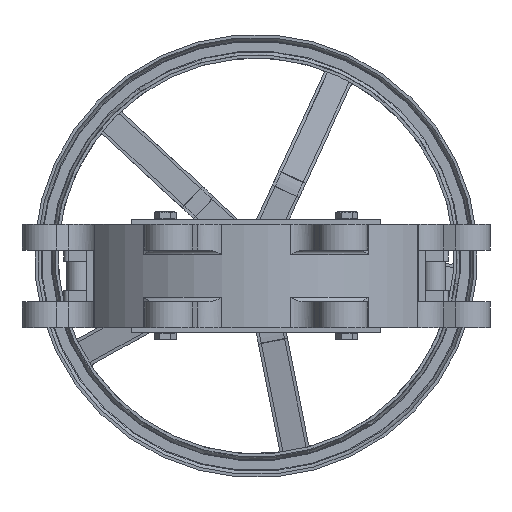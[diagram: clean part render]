
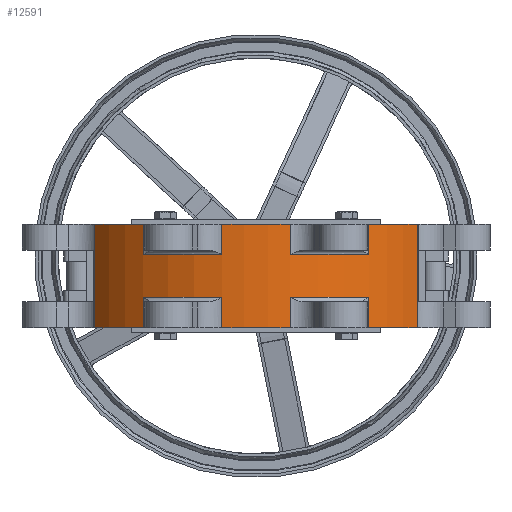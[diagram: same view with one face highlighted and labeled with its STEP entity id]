
A CAD part, front view. The second image highlights one B-rep face of the part: STEP entity #12591.
In plain terms, the highlighted cylindrical face has radius 133 mm (diameter 266 mm), a partial arc.
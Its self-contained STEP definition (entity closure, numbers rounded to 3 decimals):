
#304=CYLINDRICAL_SURFACE('',#13711,133.);
#541=CIRCLE('',#13267,133.);
#545=CIRCLE('',#13271,133.);
#549=CIRCLE('',#13275,133.);
#567=CIRCLE('',#13298,133.);
#571=CIRCLE('',#13302,133.);
#575=CIRCLE('',#13306,133.);
#634=CIRCLE('',#13384,133.);
#642=CIRCLE('',#13394,133.);
#650=CIRCLE('',#13404,133.);
#658=CIRCLE('',#13414,133.);
#1513=FACE_OUTER_BOUND('',#2257,.T.);
#2257=EDGE_LOOP('',(#9103,#9104,#9105,#9106,#9107,#9108,#9109,#9110,#9111,
#9112,#9113,#9114,#9115,#9116,#9117,#9118,#9119,#9120,#9121,#9122));
#3208=LINE('',#20407,#4131);
#3212=LINE('',#20414,#4135);
#3213=LINE('',#20415,#4136);
#3214=LINE('',#20416,#4137);
#3215=LINE('',#20417,#4138);
#3216=LINE('',#20418,#4139);
#3217=LINE('',#20419,#4140);
#3218=LINE('',#20420,#4141);
#3219=LINE('',#20421,#4142);
#3220=LINE('',#20422,#4143);
#4131=VECTOR('',#16010,10.);
#4135=VECTOR('',#16018,10.);
#4136=VECTOR('',#16019,10.);
#4137=VECTOR('',#16020,10.);
#4138=VECTOR('',#16021,10.);
#4139=VECTOR('',#16022,10.);
#4140=VECTOR('',#16023,10.);
#4141=VECTOR('',#16024,10.);
#4142=VECTOR('',#16025,10.);
#4143=VECTOR('',#16026,10.);
#4958=VERTEX_POINT('',#18955);
#4959=VERTEX_POINT('',#18957);
#4964=VERTEX_POINT('',#18967);
#4965=VERTEX_POINT('',#18969);
#4970=VERTEX_POINT('',#18979);
#4971=VERTEX_POINT('',#18981);
#4991=VERTEX_POINT('',#19030);
#4992=VERTEX_POINT('',#19032);
#4997=VERTEX_POINT('',#19042);
#4998=VERTEX_POINT('',#19044);
#5003=VERTEX_POINT('',#19054);
#5004=VERTEX_POINT('',#19056);
#5086=VERTEX_POINT('',#19255);
#5090=VERTEX_POINT('',#19271);
#5096=VERTEX_POINT('',#19297);
#5100=VERTEX_POINT('',#19313);
#5106=VERTEX_POINT('',#19339);
#5110=VERTEX_POINT('',#19355);
#5116=VERTEX_POINT('',#19381);
#5120=VERTEX_POINT('',#19397);
#6178=EDGE_CURVE('',#4958,#4959,#541,.T.);
#6184=EDGE_CURVE('',#4964,#4965,#545,.T.);
#6190=EDGE_CURVE('',#4970,#4971,#549,.T.);
#6215=EDGE_CURVE('',#4991,#4992,#567,.T.);
#6221=EDGE_CURVE('',#4997,#4998,#571,.T.);
#6227=EDGE_CURVE('',#5003,#5004,#575,.T.);
#6329=EDGE_CURVE('',#5090,#5086,#634,.T.);
#6341=EDGE_CURVE('',#5100,#5096,#642,.T.);
#6353=EDGE_CURVE('',#5110,#5106,#650,.T.);
#6365=EDGE_CURVE('',#5120,#5116,#658,.T.);
#6777=EDGE_CURVE('',#4971,#4991,#3208,.T.);
#6781=EDGE_CURVE('',#4965,#5090,#3212,.T.);
#6782=EDGE_CURVE('',#5116,#4964,#3213,.T.);
#6783=EDGE_CURVE('',#4959,#5120,#3214,.T.);
#6784=EDGE_CURVE('',#5004,#4958,#3215,.T.);
#6785=EDGE_CURVE('',#5106,#5003,#3216,.T.);
#6786=EDGE_CURVE('',#4998,#5110,#3217,.T.);
#6787=EDGE_CURVE('',#5096,#4997,#3218,.T.);
#6788=EDGE_CURVE('',#4992,#5100,#3219,.T.);
#6789=EDGE_CURVE('',#5086,#4970,#3220,.T.);
#9103=ORIENTED_EDGE('',*,*,#6781,.F.);
#9104=ORIENTED_EDGE('',*,*,#6184,.F.);
#9105=ORIENTED_EDGE('',*,*,#6782,.F.);
#9106=ORIENTED_EDGE('',*,*,#6365,.F.);
#9107=ORIENTED_EDGE('',*,*,#6783,.F.);
#9108=ORIENTED_EDGE('',*,*,#6178,.F.);
#9109=ORIENTED_EDGE('',*,*,#6784,.F.);
#9110=ORIENTED_EDGE('',*,*,#6227,.F.);
#9111=ORIENTED_EDGE('',*,*,#6785,.F.);
#9112=ORIENTED_EDGE('',*,*,#6353,.F.);
#9113=ORIENTED_EDGE('',*,*,#6786,.F.);
#9114=ORIENTED_EDGE('',*,*,#6221,.F.);
#9115=ORIENTED_EDGE('',*,*,#6787,.F.);
#9116=ORIENTED_EDGE('',*,*,#6341,.F.);
#9117=ORIENTED_EDGE('',*,*,#6788,.F.);
#9118=ORIENTED_EDGE('',*,*,#6215,.F.);
#9119=ORIENTED_EDGE('',*,*,#6777,.F.);
#9120=ORIENTED_EDGE('',*,*,#6190,.F.);
#9121=ORIENTED_EDGE('',*,*,#6789,.F.);
#9122=ORIENTED_EDGE('',*,*,#6329,.F.);
#12591=ADVANCED_FACE('',(#1513),#304,.T.);
#13267=AXIS2_PLACEMENT_3D('',#18958,#14842,#14843);
#13271=AXIS2_PLACEMENT_3D('',#18970,#14852,#14853);
#13275=AXIS2_PLACEMENT_3D('',#18982,#14862,#14863);
#13298=AXIS2_PLACEMENT_3D('',#19033,#14915,#14916);
#13302=AXIS2_PLACEMENT_3D('',#19045,#14925,#14926);
#13306=AXIS2_PLACEMENT_3D('',#19057,#14935,#14936);
#13384=AXIS2_PLACEMENT_3D('',#19282,#15132,#15133);
#13394=AXIS2_PLACEMENT_3D('',#19324,#15154,#15155);
#13404=AXIS2_PLACEMENT_3D('',#19366,#15176,#15177);
#13414=AXIS2_PLACEMENT_3D('',#19408,#15198,#15199);
#13711=AXIS2_PLACEMENT_3D('',#20413,#16016,#16017);
#14842=DIRECTION('center_axis',(0.,0.,1.));
#14843=DIRECTION('ref_axis',(1.,0.,0.));
#14852=DIRECTION('center_axis',(0.,0.,1.));
#14853=DIRECTION('ref_axis',(1.,0.,0.));
#14862=DIRECTION('center_axis',(0.,0.,1.));
#14863=DIRECTION('ref_axis',(1.,0.,0.));
#14915=DIRECTION('center_axis',(0.,0.,-1.));
#14916=DIRECTION('ref_axis',(1.,0.,0.));
#14925=DIRECTION('center_axis',(0.,0.,-1.));
#14926=DIRECTION('ref_axis',(1.,0.,0.));
#14935=DIRECTION('center_axis',(0.,0.,-1.));
#14936=DIRECTION('ref_axis',(1.,0.,0.));
#15132=DIRECTION('center_axis',(0.,0.,1.));
#15133=DIRECTION('ref_axis',(0.383,-0.924,0.));
#15154=DIRECTION('center_axis',(0.,0.,-1.));
#15155=DIRECTION('ref_axis',(0.383,-0.924,0.));
#15176=DIRECTION('center_axis',(0.,0.,-1.));
#15177=DIRECTION('ref_axis',(-0.383,-0.924,0.));
#15198=DIRECTION('center_axis',(0.,0.,1.));
#15199=DIRECTION('ref_axis',(-0.383,-0.924,0.));
#16010=DIRECTION('',(0.,0.,-1.));
#16016=DIRECTION('center_axis',(0.,0.,1.));
#16017=DIRECTION('ref_axis',(1.,0.,0.));
#16018=DIRECTION('',(0.,0.,-1.));
#16019=DIRECTION('',(0.,0.,1.));
#16020=DIRECTION('',(0.,0.,-1.));
#16021=DIRECTION('',(0.,0.,1.));
#16022=DIRECTION('',(0.,0.,-1.));
#16023=DIRECTION('',(0.,0.,1.));
#16024=DIRECTION('',(0.,0.,-1.));
#16025=DIRECTION('',(0.,0.,1.));
#16026=DIRECTION('',(0.,0.,1.));
#18955=CARTESIAN_POINT('',(-109.04,-76.153,35.));
#18957=CARTESIAN_POINT('',(-76.153,-109.04,35.));
#18958=CARTESIAN_POINT('Origin',(0.,0.,35.));
#18967=CARTESIAN_POINT('',(-23.254,-130.951,35.));
#18969=CARTESIAN_POINT('',(23.254,-130.951,35.));
#18970=CARTESIAN_POINT('Origin',(0.,0.,35.));
#18979=CARTESIAN_POINT('',(76.153,-109.04,35.));
#18981=CARTESIAN_POINT('',(109.04,-76.153,35.));
#18982=CARTESIAN_POINT('Origin',(0.,0.,35.));
#19030=CARTESIAN_POINT('',(109.04,-76.153,-35.));
#19032=CARTESIAN_POINT('',(76.153,-109.04,-35.));
#19033=CARTESIAN_POINT('Origin',(0.,0.,-35.));
#19042=CARTESIAN_POINT('',(23.254,-130.951,-35.));
#19044=CARTESIAN_POINT('',(-23.254,-130.951,-35.));
#19045=CARTESIAN_POINT('Origin',(0.,0.,-35.));
#19054=CARTESIAN_POINT('',(-76.153,-109.04,-35.));
#19056=CARTESIAN_POINT('',(-109.04,-76.153,-35.));
#19057=CARTESIAN_POINT('Origin',(0.,0.,-35.));
#19255=CARTESIAN_POINT('',(76.153,-109.04,14.5));
#19271=CARTESIAN_POINT('',(23.254,-130.951,14.5));
#19282=CARTESIAN_POINT('Origin',(0.,0.,14.5));
#19297=CARTESIAN_POINT('',(23.254,-130.951,-14.5));
#19313=CARTESIAN_POINT('',(76.153,-109.04,-14.5));
#19324=CARTESIAN_POINT('Origin',(0.,0.,-14.5));
#19339=CARTESIAN_POINT('',(-76.153,-109.04,-14.5));
#19355=CARTESIAN_POINT('',(-23.254,-130.951,-14.5));
#19366=CARTESIAN_POINT('Origin',(0.,0.,-14.5));
#19381=CARTESIAN_POINT('',(-23.254,-130.951,14.5));
#19397=CARTESIAN_POINT('',(-76.153,-109.04,14.5));
#19408=CARTESIAN_POINT('Origin',(0.,0.,14.5));
#20407=CARTESIAN_POINT('',(109.04,-76.153,0.));
#20413=CARTESIAN_POINT('Origin',(0.,0.,0.));
#20414=CARTESIAN_POINT('',(23.254,-130.951,0.));
#20415=CARTESIAN_POINT('',(-23.254,-130.951,0.));
#20416=CARTESIAN_POINT('',(-76.153,-109.04,0.));
#20417=CARTESIAN_POINT('',(-109.04,-76.153,0.));
#20418=CARTESIAN_POINT('',(-76.153,-109.04,0.));
#20419=CARTESIAN_POINT('',(-23.254,-130.951,0.));
#20420=CARTESIAN_POINT('',(23.254,-130.951,0.));
#20421=CARTESIAN_POINT('',(76.153,-109.04,0.));
#20422=CARTESIAN_POINT('',(76.153,-109.04,0.));
